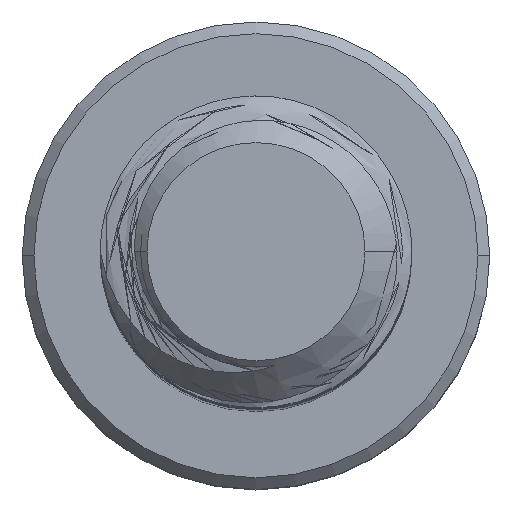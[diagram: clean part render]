
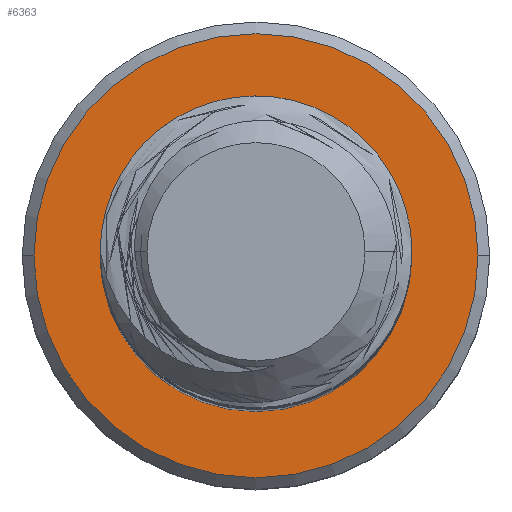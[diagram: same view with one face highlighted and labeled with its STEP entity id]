
A CAD part, top view. The second image highlights one B-rep face of the part: STEP entity #6363.
In plain terms, the highlighted planar face has unit normal (0, 0, 1).
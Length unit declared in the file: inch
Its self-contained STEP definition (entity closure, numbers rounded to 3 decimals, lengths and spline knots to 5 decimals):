
#223 = DIRECTION ( 'NONE',  ( 0., 0., 1. ) ) ;
#234 = DIRECTION ( 'NONE',  ( -1., 0., 0. ) ) ;
#521 = DIRECTION ( 'NONE',  ( 0., 0., 1. ) ) ;
#522 = CARTESIAN_POINT ( 'NONE',  ( 0., 0., -1.875 ) ) ;
#523 = DIRECTION ( 'NONE',  ( -1., 0., 0. ) ) ;
#554 = CARTESIAN_POINT ( 'NONE',  ( 0., 0., -1.875 ) ) ;
#893 = CIRCLE ( 'NONE', #5318, 0.125 ) ;
#926 = CIRCLE ( 'NONE', #5329, 0.125 ) ;
#1021 = ORIENTED_EDGE ( 'NONE', *, *, #5261, .F. ) ;
#1022 = ORIENTED_EDGE ( 'NONE', *, *, #5303, .F. ) ;
#1023 = ORIENTED_EDGE ( 'NONE', *, *, #5374, .T. ) ;
#1024 = ORIENTED_EDGE ( 'NONE', *, *, #5363, .T. ) ;
#1327 = AXIS2_PLACEMENT_3D ( 'NONE', #3207, #3302, #3300 ) ;
#1445 = DIRECTION ( 'NONE',  ( -1., 0., 0. ) ) ;
#1446 = DIRECTION ( 'NONE',  ( 0., 0., 1. ) ) ;
#1448 = CARTESIAN_POINT ( 'NONE',  ( 0., 0., -1.875 ) ) ;
#2014 = EDGE_LOOP ( 'NONE', ( #1024, #1023 ) ) ;
#2667 = DIRECTION ( 'NONE',  ( -1., 0., 0. ) ) ;
#2668 = DIRECTION ( 'NONE',  ( 0., 0., 1. ) ) ;
#2768 = CARTESIAN_POINT ( 'NONE',  ( 0., 0., -1.875 ) ) ;
#3203 = PLANE ( 'NONE',  #1327 ) ;
#3207 = CARTESIAN_POINT ( 'NONE',  ( 0., 0., -1.875 ) ) ;
#3300 = DIRECTION ( 'NONE',  ( -1., 0., 0. ) ) ;
#3302 = DIRECTION ( 'NONE',  ( 0., 0., -1. ) ) ;
#3809 = EDGE_LOOP ( 'NONE', ( #1022, #1021 ) ) ;
#3977 = CIRCLE ( 'NONE', #6499, 0.17812 ) ;
#4098 = FACE_BOUND ( 'NONE', #3809, .T. ) ;
#4100 = FACE_OUTER_BOUND ( 'NONE', #2014, .T. ) ;
#4504 = CIRCLE ( 'NONE', #6498, 0.17812 ) ;
#4768 = CARTESIAN_POINT ( 'NONE',  ( 0.125, 0., -1.875 ) ) ;
#4811 = CARTESIAN_POINT ( 'NONE',  ( 0.17812, 0., -1.875 ) ) ;
#4820 = CARTESIAN_POINT ( 'NONE',  ( -0.17812, 0., -1.875 ) ) ;
#4833 = CARTESIAN_POINT ( 'NONE',  ( -0.125, 0., -1.875 ) ) ;
#5120 = VERTEX_POINT ( 'NONE', #4833 ) ;
#5143 = VERTEX_POINT ( 'NONE', #4820 ) ;
#5153 = VERTEX_POINT ( 'NONE', #4811 ) ;
#5203 = VERTEX_POINT ( 'NONE', #4768 ) ;
#5261 = EDGE_CURVE ( 'NONE', #5120, #5203, #926, .T. ) ;
#5303 = EDGE_CURVE ( 'NONE', #5203, #5120, #893, .T. ) ;
#5318 = AXIS2_PLACEMENT_3D ( 'NONE', #1448, #1446, #1445 ) ;
#5329 = AXIS2_PLACEMENT_3D ( 'NONE', #2768, #2668, #2667 ) ;
#5363 = EDGE_CURVE ( 'NONE', #5143, #5153, #4504, .T. ) ;
#5374 = EDGE_CURVE ( 'NONE', #5153, #5143, #3977, .T. ) ;
#6363 = ADVANCED_FACE ( 'NONE', ( #4100, #4098 ), #3203, .F. ) ;
#6498 = AXIS2_PLACEMENT_3D ( 'NONE', #522, #521, #523 ) ;
#6499 = AXIS2_PLACEMENT_3D ( 'NONE', #554, #223, #234 ) ;
